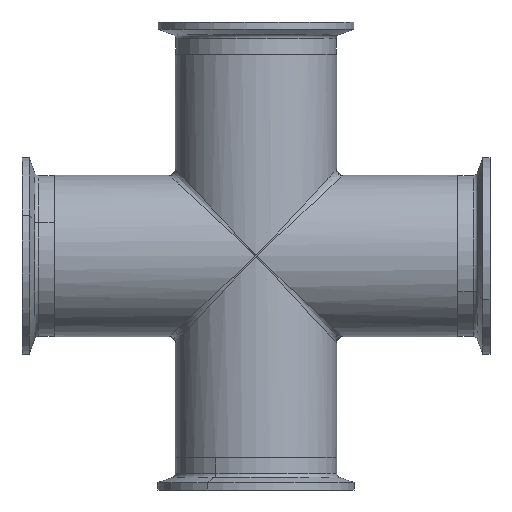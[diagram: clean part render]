
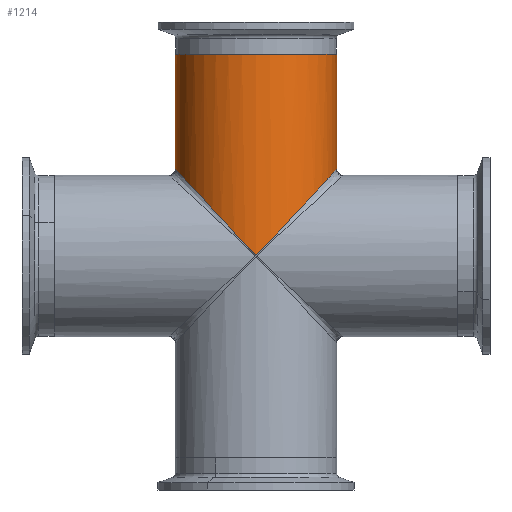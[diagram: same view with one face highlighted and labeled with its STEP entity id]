
A CAD part, front view. The second image highlights one B-rep face of the part: STEP entity #1214.
In plain terms, the highlighted cylindrical face has radius 31.75 mm (diameter 63.5 mm), a partial arc.
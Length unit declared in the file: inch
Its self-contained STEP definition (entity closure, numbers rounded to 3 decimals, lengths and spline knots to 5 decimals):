
#28 = LINE ( 'NONE', #532, #1685 ) ;
#48 = EDGE_LOOP ( 'NONE', ( #2214, #674, #1600, #1285, #901 ) ) ;
#202 = CARTESIAN_POINT ( 'NONE',  ( 0., -1.25, 0. ) ) ;
#317 = EDGE_CURVE ( 'NONE', #935, #1849, #2353, .T. ) ;
#330 = VERTEX_POINT ( 'NONE', #1585 ) ;
#336 = VERTEX_POINT ( 'NONE', #2329 ) ;
#424 = CARTESIAN_POINT ( 'NONE',  ( 1.25, -0.73223, 1.34843 ) ) ;
#451 = AXIS2_PLACEMENT_3D ( 'NONE', #2072, #1541, #1710 ) ;
#454 = CARTESIAN_POINT ( 'NONE',  ( -1.25, 0., 3.12598 ) ) ;
#498 = CARTESIAN_POINT ( 'NONE',  ( -1.25, 0., 1.34843 ) ) ;
#510 = CARTESIAN_POINT ( 'NONE',  ( 0., -1.25, 0. ) ) ;
#532 = CARTESIAN_POINT ( 'NONE',  ( 1.25, 0., 3.12598 ) ) ;
#590 = EDGE_CURVE ( 'NONE', #336, #330, #2397, .T. ) ;
#674 = ORIENTED_EDGE ( 'NONE', *, *, #1313, .F. ) ;
#707 = CARTESIAN_POINT ( 'NONE',  ( -1.25, -0.73223, 1.34843 ) ) ;
#901 = ORIENTED_EDGE ( 'NONE', *, *, #590, .T. ) ;
#935 = VERTEX_POINT ( 'NONE', #454 ) ;
#1107 = DIRECTION ( 'NONE',  ( 0., 0., -1. ) ) ;
#1125 = CARTESIAN_POINT ( 'NONE',  ( -1.25, 0., 1.34843 ) ) ;
#1184 = CARTESIAN_POINT ( 'NONE',  ( 0.73223, -1.25, 0.78989 ) ) ;
#1214 = ADVANCED_FACE ( 'NONE', ( #2169 ), #2079, .T. ) ;
#1285 = ORIENTED_EDGE ( 'NONE', *, *, #2368, .T. ) ;
#1289 = DIRECTION ( 'NONE',  ( 0., 0., 1. ) ) ;
#1313 = EDGE_CURVE ( 'NONE', #935, #2003, #2331, .T. ) ;
#1348 = EDGE_CURVE ( 'NONE', #2003, #330, #28, .T. ) ;
#1355 = DIRECTION ( 'NONE',  ( 0., 0., -1. ) ) ;
#1522 = CARTESIAN_POINT ( 'NONE',  ( -1.25, 0., 3.12598 ) ) ;
#1541 = DIRECTION ( 'NONE',  ( 0., 0., -1. ) ) ;
#1585 = CARTESIAN_POINT ( 'NONE',  ( 1.25, 0., 1.34843 ) ) ;
#1600 = ORIENTED_EDGE ( 'NONE', *, *, #317, .T. ) ;
#1614 = CARTESIAN_POINT ( 'NONE',  ( -0.73223, -1.25, 0.78989 ) ) ;
#1685 = VECTOR ( 'NONE', #1107, 39.37008 ) ;
#1704 = CARTESIAN_POINT ( 'NONE',  ( 1.25, 0., 1.34843 ) ) ;
#1710 = DIRECTION ( 'NONE',  ( -1., 0., 0. ) ) ;
#1839 = CARTESIAN_POINT ( 'NONE',  ( 0., 0., 3.12598 ) ) ;
#1849 = VERTEX_POINT ( 'NONE', #1125 ) ;
#1861 = VECTOR ( 'NONE', #1355, 39.37008 ) ;
#1902 =( BOUNDED_CURVE ( )  B_SPLINE_CURVE ( 3, ( #498, #707, #1614, #510 ),
 .UNSPECIFIED., .F., .T. ) 
 B_SPLINE_CURVE_WITH_KNOTS ( ( 4, 4 ),
 ( 0., 1.5708 ),
 .UNSPECIFIED. ) 
 CURVE ( )  GEOMETRIC_REPRESENTATION_ITEM ( )  RATIONAL_B_SPLINE_CURVE ( ( 1., 0.805, 0.805, 1. ) ) 
 REPRESENTATION_ITEM ( '' )  );
#2003 = VERTEX_POINT ( 'NONE', #2216 ) ;
#2020 = DIRECTION ( 'NONE',  ( 1., 0., 0. ) ) ;
#2072 = CARTESIAN_POINT ( 'NONE',  ( 0., 0., 3.12598 ) ) ;
#2079 = CYLINDRICAL_SURFACE ( 'NONE', #451, 1.25 ) ;
#2157 = AXIS2_PLACEMENT_3D ( 'NONE', #1839, #1289, #2020 ) ;
#2169 = FACE_OUTER_BOUND ( 'NONE', #48, .T. ) ;
#2214 = ORIENTED_EDGE ( 'NONE', *, *, #1348, .F. ) ;
#2216 = CARTESIAN_POINT ( 'NONE',  ( 1.25, 0., 3.12598 ) ) ;
#2329 = CARTESIAN_POINT ( 'NONE',  ( 0., -1.25, 0. ) ) ;
#2331 = CIRCLE ( 'NONE', #2157, 1.25 ) ;
#2353 = LINE ( 'NONE', #1522, #1861 ) ;
#2368 = EDGE_CURVE ( 'NONE', #1849, #336, #1902, .T. ) ;
#2397 =( BOUNDED_CURVE ( )  B_SPLINE_CURVE ( 3, ( #202, #1184, #424, #1704 ),
 .UNSPECIFIED., .F., .T. ) 
 B_SPLINE_CURVE_WITH_KNOTS ( ( 4, 4 ),
 ( 1.5708, 3.14159 ),
 .UNSPECIFIED. ) 
 CURVE ( )  GEOMETRIC_REPRESENTATION_ITEM ( )  RATIONAL_B_SPLINE_CURVE ( ( 1., 0.805, 0.805, 1. ) ) 
 REPRESENTATION_ITEM ( '' )  );
